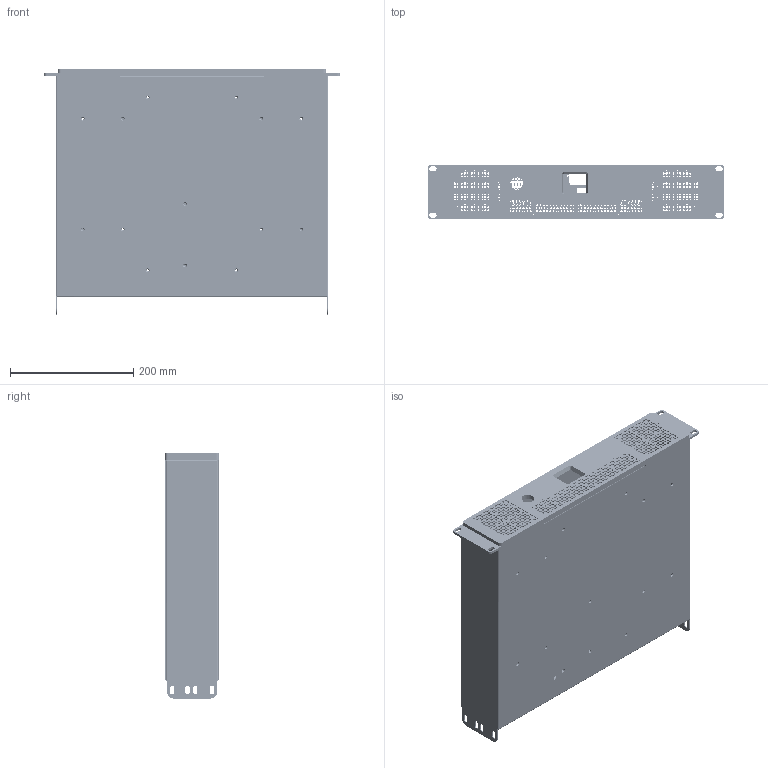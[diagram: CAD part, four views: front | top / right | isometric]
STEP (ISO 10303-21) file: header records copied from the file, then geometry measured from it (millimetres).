
FILE_DESCRIPTION(('FreeCAD Model'),'2;1');
FILE_NAME('NGTC-32140pwr complete.step','2020-04-29T15:17:22',('Author'),(''), 'Open CASCADE STEP processor 7.3','FreeCAD','Unknown');
FILE_SCHEMA(('AUTOMOTIVE_DESIGN { 1 0 10303 214 1 1 1 1 }'));
Length unit declared in the file: millimetre
Products named in the file (5): MA32D_Gehaeuse; MA32_Grundegehäuse_mit_Rückwand; MA32_Grundgehaeuse; MA32_Deckel; Fusion
Assembly tree (3 placements, depth 3):
  MA32D_Gehaeuse
    MA32_Grundegehäuse_mit_Rückwand
      MA32_Grundgehaeuse
    MA32_Deckel
  Fusion
Bounding box: 482.6 x 88.5 x 398.29 mm (x, y, z)
Volume: 853349.5 mm3; surface area: 981564.9 mm2
Topology: 3 solids, 3 shells, 4427 faces, 13024 edges, 8642 vertices
Faces by surface type: plane 3375, cylinder 976, cone 64, bspline 12
Full cylindrical faces by diameter (mm): 3.2 x13, 4 x632, 5 x18, 6 x2, 26 x1
Entity records: 331418 total; most frequent: CARTESIAN_POINT 59707, DIRECTION 48869, LINE 34992, VECTOR 34992, ORIENTED_EDGE 26048, PCURVE 26048, DEFINITIONAL_REPRESENTATION 26048, EDGE_CURVE 13024
